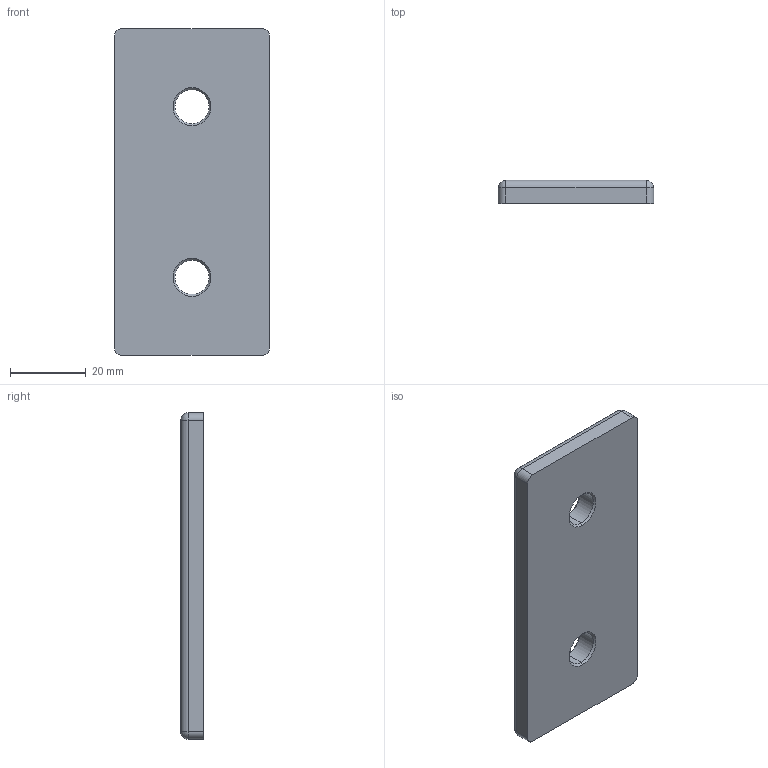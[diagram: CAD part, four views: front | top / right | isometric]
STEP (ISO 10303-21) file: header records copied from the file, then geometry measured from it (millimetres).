
FILE_DESCRIPTION (( 'STEP AP214' ), '1' );
FILE_NAME ('FIXE00H1677-Plaque de connexion V2 45x90.step', '2023-03-24T09:54:40', ( 'Altae' ), ( '' ), 'SwSTEP 2.0', 'SolidWorks 2021', '' );
FILE_SCHEMA (( 'AUTOMOTIVE_DESIGN' ));
Length unit declared in the file: millimetre
Products named in the file (1): FIXE00H1677-Plaque de connexion V2 45x90
Bounding box: 41 x 6 x 86 mm (x, y, z)
Volume: 20144.7 mm3; surface area: 8384.7 mm2
Topology: 1 solids, 1 shells, 30 faces, 70 edges, 38 vertices
Faces by surface type: cylinder 12, cone 8, plane 6, sphere 4
Entity records: 862 total; most frequent: DIRECTION 162, CARTESIAN_POINT 135, ORIENTED_EDGE 132, EDGE_CURVE 66, AXIS2_PLACEMENT_3D 65, VERTEX_POINT 38, EDGE_LOOP 34, CIRCLE 34
